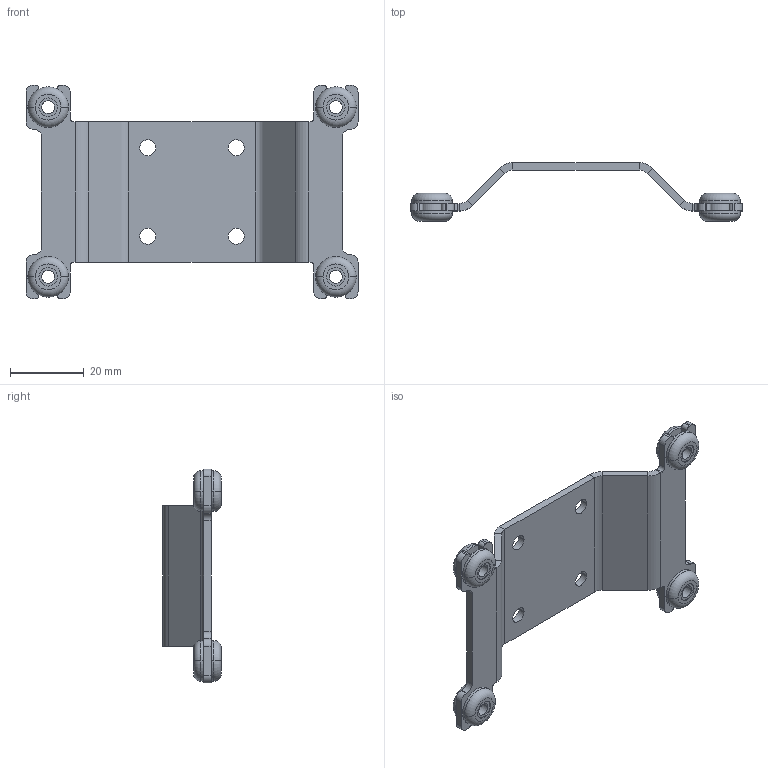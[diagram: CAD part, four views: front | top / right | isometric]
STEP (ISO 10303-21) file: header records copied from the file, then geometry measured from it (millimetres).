
FILE_DESCRIPTION((''),'2;1');
FILE_NAME('3-8-03269_ASM','2020-04-30T16:15:38',('uhediger'),('KNF Flodos AG, 6210 Sursee, Switzerland'),'CREO PARAMETRIC BY PTC INC, 2019164','CREO PARAMETRIC BY PTC INC, 2019164','');
FILE_SCHEMA(('AUTOMOTIVE_DESIGN { 1 0 10303 214 1 1 1 1 }'));
Length unit declared in the file: millimetre
Products named in the file (4): 3-4-03750; 159329; 3-4-04374; 3-8-03269_ASM
Assembly tree (9 placements, depth 2):
  3-8-03269_ASM
    3-4-03750
    159329  x4
    3-4-04374  x4
Bounding box: 90.01 x 15.83 x 58 mm (x, y, z)
Volume: 9252.7 mm3; surface area: 11362.7 mm2
Topology: 9 solids, 9 shells, 203 faces, 483 edges, 322 vertices
Faces by surface type: cylinder 104, plane 83, torus 16
Entity records: 7076 total; most frequent: DIRECTION 911, CARTESIAN_POINT 835, ORIENTED_EDGE 702, EDGE_CURVE 351, PROPERTY_DEFINITION 345, REPRESENTATION 342, PROPERTY_DEFINITION_REPRESENTATION 342, AXIS2_PLACEMENT_3D 334
